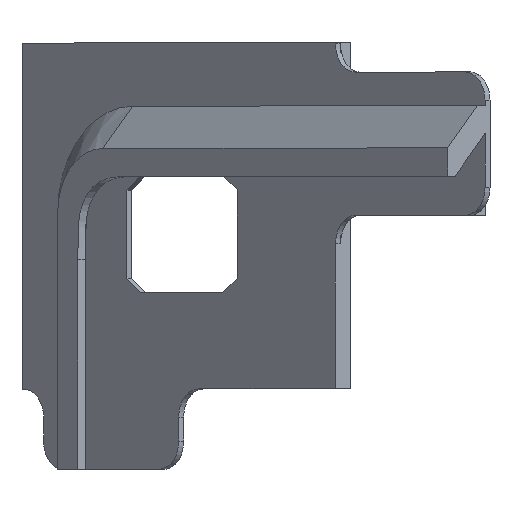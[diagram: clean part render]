
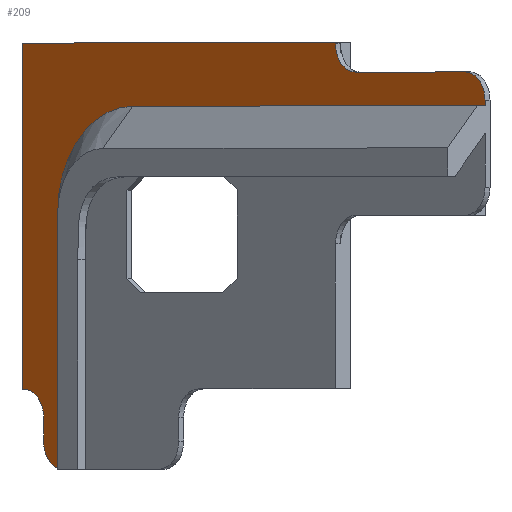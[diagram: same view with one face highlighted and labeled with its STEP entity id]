
A CAD part, top view. The second image highlights one B-rep face of the part: STEP entity #209.
In plain terms, the highlighted planar face has unit normal (-0.707, 0, 0.707).
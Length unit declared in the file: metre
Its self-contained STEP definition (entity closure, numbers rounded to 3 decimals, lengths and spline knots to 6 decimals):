
#209 = ADVANCED_FACE( '', ( #449 ), #450, .T. );
#449 = FACE_OUTER_BOUND( '', #717, .T. );
#450 = PLANE( '', #718 );
#717 = EDGE_LOOP( '', ( #1399, #1400, #1401, #1402, #1403, #1404, #1405, #1406, #1407, #1408, #1409, #1410, #1411, #1412, #1413 ) );
#718 = AXIS2_PLACEMENT_3D( '', #1414, #1415, #1416 );
#1399 = ORIENTED_EDGE( '', *, *, #1923, .F. );
#1400 = ORIENTED_EDGE( '', *, *, #1978, .T. );
#1401 = ORIENTED_EDGE( '', *, *, #1869, .T. );
#1402 = ORIENTED_EDGE( '', *, *, #1979, .F. );
#1403 = ORIENTED_EDGE( '', *, *, #1931, .F. );
#1404 = ORIENTED_EDGE( '', *, *, #1756, .T. );
#1405 = ORIENTED_EDGE( '', *, *, #1980, .T. );
#1406 = ORIENTED_EDGE( '', *, *, #1835, .T. );
#1407 = ORIENTED_EDGE( '', *, *, #1981, .T. );
#1408 = ORIENTED_EDGE( '', *, *, #1982, .T. );
#1409 = ORIENTED_EDGE( '', *, *, #1983, .T. );
#1410 = ORIENTED_EDGE( '', *, *, #1876, .T. );
#1411 = ORIENTED_EDGE( '', *, *, #1886, .T. );
#1412 = ORIENTED_EDGE( '', *, *, #1984, .F. );
#1413 = ORIENTED_EDGE( '', *, *, #1965, .T. );
#1414 = CARTESIAN_POINT( '', ( 0.006929, 0.003302, 0.005568 ) );
#1415 = DIRECTION( '', ( -0.707, 0., 0.707 ) );
#1416 = DIRECTION( '', ( 0., -1., 0. ) );
#1756 = EDGE_CURVE( '', #2104, #2105, #2106, .T. );
#1835 = EDGE_CURVE( '', #2240, #2241, #2242, .F. );
#1869 = EDGE_CURVE( '', #2288, #2292, #2294, .F. );
#1876 = EDGE_CURVE( '', #2306, #2304, #2307, .T. );
#1886 = EDGE_CURVE( '', #2304, #2322, #2323, .F. );
#1923 = EDGE_CURVE( '', #2374, #2376, #2377, .T. );
#1931 = EDGE_CURVE( '', #2104, #2387, #2388, .T. );
#1965 = EDGE_CURVE( '', #2432, #2376, #2433, .T. );
#1978 = EDGE_CURVE( '', #2374, #2288, #2448, .T. );
#1979 = EDGE_CURVE( '', #2387, #2292, #2449, .T. );
#1980 = EDGE_CURVE( '', #2105, #2240, #2450, .T. );
#1981 = EDGE_CURVE( '', #2241, #2451, #2452, .T. );
#1982 = EDGE_CURVE( '', #2451, #2453, #2454, .T. );
#1983 = EDGE_CURVE( '', #2453, #2306, #2455, .T. );
#1984 = EDGE_CURVE( '', #2432, #2322, #2456, .T. );
#2104 = VERTEX_POINT( '', #2605 );
#2105 = VERTEX_POINT( '', #2606 );
#2106 = CIRCLE( '', #2607, 0.00508 );
#2240 = VERTEX_POINT( '', #2793 );
#2241 = VERTEX_POINT( '', #2794 );
#2242 = CIRCLE( '', #2795, 0.00508 );
#2288 = VERTEX_POINT( '', #2862 );
#2292 = VERTEX_POINT( '', #2867 );
#2294 = CIRCLE( '', #2870, 0.01905 );
#2304 = VERTEX_POINT( '', #2884 );
#2306 = VERTEX_POINT( '', #2887 );
#2307 = LINE( '', #2888, #2889 );
#2322 = VERTEX_POINT( '', #2911 );
#2323 = CIRCLE( '', #2912, 0.00508 );
#2374 = VERTEX_POINT( '', #2988 );
#2376 = VERTEX_POINT( '', #2991 );
#2377 = LINE( '', #2992, #2993 );
#2387 = VERTEX_POINT( '', #3009 );
#2388 = LINE( '', #3010, #3011 );
#2432 = VERTEX_POINT( '', #3115 );
#2433 = CIRCLE( '', #3116, 0.00508 );
#2448 = LINE( '', #3139, #3140 );
#2449 = LINE( '', #3141, #3142 );
#2450 = LINE( '', #3143, #3144 );
#2451 = VERTEX_POINT( '', #3145 );
#2452 = LINE( '', #3146, #3147 );
#2453 = VERTEX_POINT( '', #3148 );
#2454 = LINE( '', #3149, #3150 );
#2455 = LINE( '', #3151, #3152 );
#2456 = LINE( '', #3153, #3154 );
#2605 = CARTESIAN_POINT( '', ( 0.062113, 0.024061, 0.060751 ) );
#2606 = CARTESIAN_POINT( '', ( 0.058521, 0.029141, 0.057159 ) );
#2607 = AXIS2_PLACEMENT_3D( '', #3317, #3318, #3319 );
#2793 = CARTESIAN_POINT( '', ( 0.038764, 0.029141, 0.037403 ) );
#2794 = CARTESIAN_POINT( '', ( 0.035172, 0.034221, 0.033811 ) );
#2795 = AXIS2_PLACEMENT_3D( '', #3408, #3409, #3410 );
#2862 = CARTESIAN_POINT( '', ( -0.013516, 0.004016, -0.014878 ) );
#2867 = CARTESIAN_POINT( '', ( -0.000046, 0.023066, -0.001407 ) );
#2870 = AXIS2_PLACEMENT_3D( '', #3446, #3447, #3448 );
#2884 = CARTESIAN_POINT( '', ( -0.021007, -0.027877, -0.022368 ) );
#2887 = CARTESIAN_POINT( '', ( -0.021314, -0.027877, -0.022675 ) );
#2888 = CARTESIAN_POINT( '', ( 0.034049, -0.027877, 0.032688 ) );
#2889 = VECTOR( '', #3454, 1. );
#2911 = CARTESIAN_POINT( '', ( -0.017415, -0.032957, -0.018776 ) );
#2912 = AXIS2_PLACEMENT_3D( '', #3462, #3463, #3464 );
#2988 = CARTESIAN_POINT( '', ( -0.013516, -0.042355, -0.014878 ) );
#2991 = CARTESIAN_POINT( '', ( -0.013823, -0.042355, -0.015184 ) );
#2992 = CARTESIAN_POINT( '', ( 0.006929, -0.042355, 0.005568 ) );
#2993 = VECTOR( '', #3494, 1. );
#3009 = CARTESIAN_POINT( '', ( 0.062113, 0.023066, 0.060751 ) );
#3010 = CARTESIAN_POINT( '', ( 0.062113, -0.003937, 0.060751 ) );
#3011 = VECTOR( '', #3501, 1. );
#3115 = CARTESIAN_POINT( '', ( -0.017415, -0.037275, -0.018776 ) );
#3116 = AXIS2_PLACEMENT_3D( '', #3531, #3532, #3533 );
#3139 = CARTESIAN_POINT( '', ( -0.013516, -0.002774, -0.014878 ) );
#3140 = VECTOR( '', #3545, 1. );
#3141 = CARTESIAN_POINT( '', ( 0.010828, 0.023066, 0.009467 ) );
#3142 = VECTOR( '', #3546, 1. );
#3143 = CARTESIAN_POINT( '', ( 0.062113, 0.029141, 0.060751 ) );
#3144 = VECTOR( '', #3547, 1. );
#3145 = CARTESIAN_POINT( '', ( 0.035172, 0.034481, 0.033811 ) );
#3146 = CARTESIAN_POINT( '', ( 0.035172, 0.003302, 0.033811 ) );
#3147 = VECTOR( '', #3548, 1. );
#3148 = CARTESIAN_POINT( '', ( -0.021314, 0.034481, -0.022675 ) );
#3149 = CARTESIAN_POINT( '', ( 0.006929, 0.034481, 0.005568 ) );
#3150 = VECTOR( '', #3549, 1. );
#3151 = CARTESIAN_POINT( '', ( -0.021314, 0.003302, -0.022675 ) );
#3152 = VECTOR( '', #3550, 1. );
#3153 = CARTESIAN_POINT( '', ( -0.017415, -0.042355, -0.018776 ) );
#3154 = VECTOR( '', #3551, 1. );
#3317 = CARTESIAN_POINT( '', ( 0.058521, 0.024061, 0.057159 ) );
#3318 = DIRECTION( '', ( -0.707, 0., 0.707 ) );
#3319 = DIRECTION( '', ( 0.707, 0., 0.707 ) );
#3408 = CARTESIAN_POINT( '', ( 0.038764, 0.034221, 0.037403 ) );
#3409 = DIRECTION( '', ( -0.707, 0., 0.707 ) );
#3410 = DIRECTION( '', ( 0.707, 0., 0.707 ) );
#3446 = CARTESIAN_POINT( '', ( -0.000046, 0.004016, -0.001407 ) );
#3447 = DIRECTION( '', ( -0.707, 0., 0.707 ) );
#3448 = DIRECTION( '', ( 0.707, 0., 0.707 ) );
#3454 = DIRECTION( '', ( 0.707, 0., 0.707 ) );
#3462 = CARTESIAN_POINT( '', ( -0.021007, -0.032957, -0.022368 ) );
#3463 = DIRECTION( '', ( -0.707, 0., 0.707 ) );
#3464 = DIRECTION( '', ( 0.707, 0., 0.707 ) );
#3494 = DIRECTION( '', ( -0.707, 0., -0.707 ) );
#3501 = DIRECTION( '', ( 0., -1., 0. ) );
#3531 = CARTESIAN_POINT( '', ( -0.013823, -0.037275, -0.015184 ) );
#3532 = DIRECTION( '', ( -0.707, 0., 0.707 ) );
#3533 = DIRECTION( '', ( 0.707, 0., 0.707 ) );
#3545 = DIRECTION( '', ( 0., 1., 0. ) );
#3546 = DIRECTION( '', ( -0.707, 0., -0.707 ) );
#3547 = DIRECTION( '', ( -0.707, 0., -0.707 ) );
#3548 = DIRECTION( '', ( 0., 1., 0. ) );
#3549 = DIRECTION( '', ( -0.707, 0., -0.707 ) );
#3550 = DIRECTION( '', ( 0., -1., 0. ) );
#3551 = DIRECTION( '', ( 0., 1., 0. ) );
